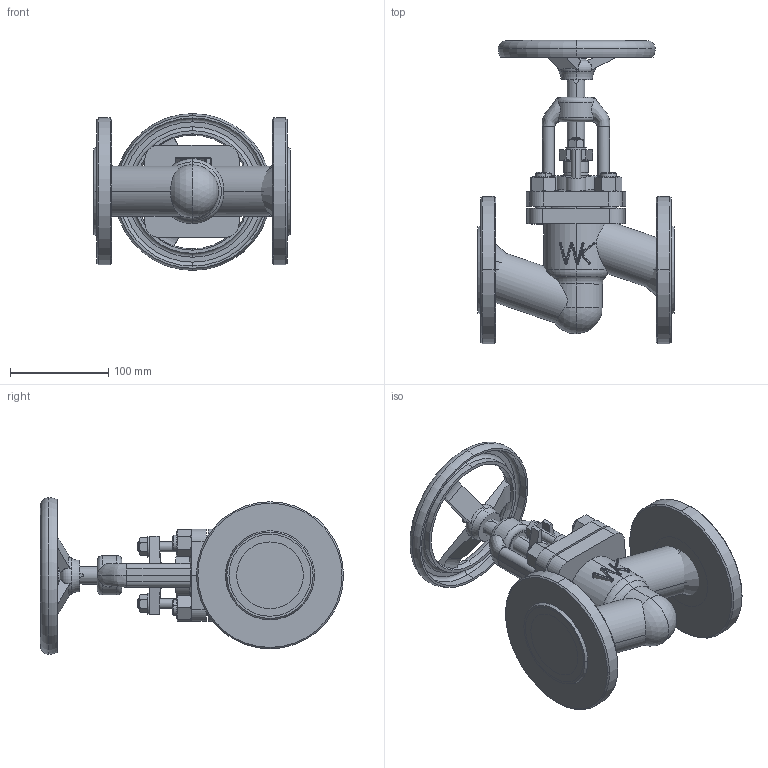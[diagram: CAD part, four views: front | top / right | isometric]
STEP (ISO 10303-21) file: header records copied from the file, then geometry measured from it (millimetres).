
FILE_DESCRIPTION (( 'STEP AP214' ), '1' );
FILE_NAME ('218 DN40 uproszczony.STEP', '2015-06-08T11:52:10', ( '' ), ( '' ), 'SwSTEP 2.0', 'SolidWorks 2015', '' );
FILE_SCHEMA (( 'AUTOMOTIVE_DESIGN' ));
Length unit declared in the file: millimetre
Products named in the file (1): 218 DN40 uproszczony
Bounding box: 200 x 309 x 160 mm (x, y, z)
Volume: 2207593.6 mm3; surface area: 359458.4 mm2
Topology: 36 solids, 36 shells, 618 faces, 1384 edges, 816 vertices
Faces by surface type: plane 231, cylinder 181, cone 106, torus 51, sphere 34, bspline 15
Entity records: 21909 total; most frequent: CARTESIAN_POINT 8253, DIRECTION 2828, ORIENTED_EDGE 2698, EDGE_CURVE 1349, AXIS2_PLACEMENT_3D 1145, VERTEX_POINT 814, EDGE_LOOP 637, FACE_OUTER_BOUND 618
